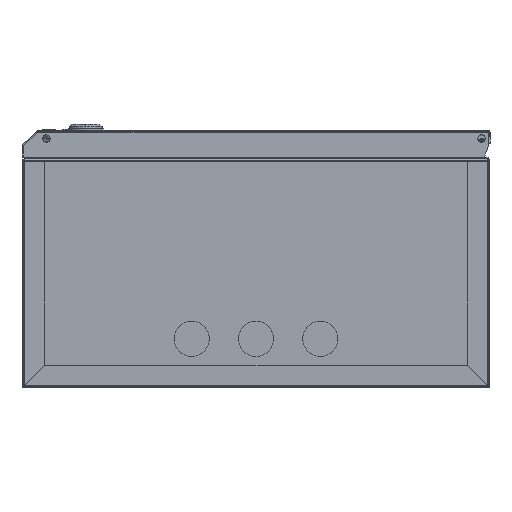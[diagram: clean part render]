
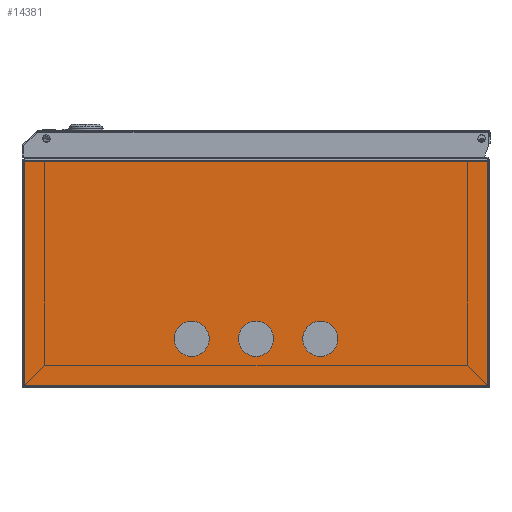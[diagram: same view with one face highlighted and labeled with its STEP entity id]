
A CAD part, front view. The second image highlights one B-rep face of the part: STEP entity #14381.
In plain terms, the highlighted face is planar.
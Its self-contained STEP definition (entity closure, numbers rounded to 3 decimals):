
#7 = CARTESIAN_POINT ( 'NONE',  ( -203.453, 0., 314.938 ) ) ;
#685 = LINE ( 'NONE', #1090, #20805 ) ;
#703 = CARTESIAN_POINT ( 'NONE',  ( -163.453, 0., 156.938 ) ) ;
#770 = DIRECTION ( 'NONE',  ( 0., 1., 0. ) ) ;
#1020 = CARTESIAN_POINT ( 'NONE',  ( -11.753, 0., -81.062 ) ) ;
#1090 = CARTESIAN_POINT ( 'NONE',  ( -11.753, 0., 314.938 ) ) ;
#1321 = CARTESIAN_POINT ( 'NONE',  ( -163.453, 0., 186.938 ) ) ;
#1758 = VERTEX_POINT ( 'NONE', #1321 ) ;
#1941 = AXIS2_PLACEMENT_3D ( 'NONE', #9650, #23185, #11588 ) ;
#2014 = AXIS2_PLACEMENT_3D ( 'NONE', #24532, #5132, #18754 ) ;
#3146 = CARTESIAN_POINT ( 'NONE',  ( -203.453, 0., -81.062 ) ) ;
#3677 = VERTEX_POINT ( 'NONE', #5421 ) ;
#3719 = FACE_OUTER_BOUND ( 'NONE', #24635, .T. ) ;
#4121 = DIRECTION ( 'NONE',  ( 0., 1., 0. ) ) ;
#4465 = LINE ( 'NONE', #3146, #19381 ) ;
#5132 = DIRECTION ( 'NONE',  ( 0., 1., 0. ) ) ;
#5345 = ORIENTED_EDGE ( 'NONE', *, *, #20556, .F. ) ;
#5421 = CARTESIAN_POINT ( 'NONE',  ( -163.453, 0., 76.938 ) ) ;
#7045 = VECTOR ( 'NONE', #15655, 1000. ) ;
#7178 = LINE ( 'NONE', #16815, #17499 ) ;
#7502 = CIRCLE ( 'NONE', #11782, 15. ) ;
#7626 = DIRECTION ( 'NONE',  ( 0., 1., 0. ) ) ;
#7811 = CARTESIAN_POINT ( 'NONE',  ( -11.753, 0., 314.938 ) ) ;
#8227 = VERTEX_POINT ( 'NONE', #15027 ) ;
#8981 = FACE_BOUND ( 'NONE', #14132, .T. ) ;
#9650 = CARTESIAN_POINT ( 'NONE',  ( -163.453, 0., 61.938 ) ) ;
#9703 = CARTESIAN_POINT ( 'NONE',  ( -163.453, 0., 116.938 ) ) ;
#10416 = EDGE_CURVE ( 'NONE', #3677, #8227, #19369, .T. ) ;
#10598 = VERTEX_POINT ( 'NONE', #23789 ) ;
#10787 = CARTESIAN_POINT ( 'NONE',  ( -163.453, 0., 131.938 ) ) ;
#10796 = EDGE_CURVE ( 'NONE', #21875, #22327, #7178, .T. ) ;
#11320 = CARTESIAN_POINT ( 'NONE',  ( -163.453, 0., 116.938 ) ) ;
#11510 = VERTEX_POINT ( 'NONE', #19405 ) ;
#11588 = DIRECTION ( 'NONE',  ( 0., 0., 1. ) ) ;
#11658 = DIRECTION ( 'NONE',  ( 0., 0., 1. ) ) ;
#11782 = AXIS2_PLACEMENT_3D ( 'NONE', #19267, #7626, #21200 ) ;
#12070 = ORIENTED_EDGE ( 'NONE', *, *, #20631, .T. ) ;
#12504 = CARTESIAN_POINT ( 'NONE',  ( -163.453, 0., 61.938 ) ) ;
#12533 = VERTEX_POINT ( 'NONE', #7811 ) ;
#12837 = LINE ( 'NONE', #7, #7045 ) ;
#13267 = DIRECTION ( 'NONE',  ( 0., 0., 1. ) ) ;
#13329 = CIRCLE ( 'NONE', #24451, 15. ) ;
#13875 = EDGE_CURVE ( 'NONE', #11510, #19580, #19617, .T. ) ;
#13983 = EDGE_CURVE ( 'NONE', #19580, #11510, #18408, .T. ) ;
#14132 = EDGE_LOOP ( 'NONE', ( #17476, #21002 ) ) ;
#14381 = ADVANCED_FACE ( 'NONE', ( #8981, #14735, #19278, #3719 ), #16790, .T. ) ;
#14467 = DIRECTION ( 'NONE',  ( 0., 0., 1. ) ) ;
#14735 = FACE_BOUND ( 'NONE', #24132, .T. ) ;
#14899 = ORIENTED_EDGE ( 'NONE', *, *, #10416, .F. ) ;
#15027 = CARTESIAN_POINT ( 'NONE',  ( -163.453, 0., 46.938 ) ) ;
#15542 = EDGE_CURVE ( 'NONE', #10598, #12533, #12837, .T. ) ;
#15655 = DIRECTION ( 'NONE',  ( 1., 0., 0. ) ) ;
#15810 = CARTESIAN_POINT ( 'NONE',  ( -163.453, 0., 171.938 ) ) ;
#16790 = PLANE ( 'NONE',  #2014 ) ;
#16812 = DIRECTION ( 'NONE',  ( 0., 0., 1. ) ) ;
#16815 = CARTESIAN_POINT ( 'NONE',  ( -203.453, 0., -81.062 ) ) ;
#17476 = ORIENTED_EDGE ( 'NONE', *, *, #18854, .F. ) ;
#17499 = VECTOR ( 'NONE', #22650, 1000. ) ;
#17750 = DIRECTION ( 'NONE',  ( 0., 0., 1. ) ) ;
#18231 = EDGE_CURVE ( 'NONE', #12533, #21875, #685, .T. ) ;
#18240 = ORIENTED_EDGE ( 'NONE', *, *, #13875, .F. ) ;
#18280 = CIRCLE ( 'NONE', #21889, 15. ) ;
#18408 = CIRCLE ( 'NONE', #20474, 15. ) ;
#18754 = DIRECTION ( 'NONE',  ( 0., 0., 1. ) ) ;
#18854 = EDGE_CURVE ( 'NONE', #1758, #20104, #18280, .T. ) ;
#19169 = AXIS2_PLACEMENT_3D ( 'NONE', #11320, #24885, #13267 ) ;
#19267 = CARTESIAN_POINT ( 'NONE',  ( -163.453, 0., 171.938 ) ) ;
#19278 = FACE_BOUND ( 'NONE', #23171, .T. ) ;
#19369 = CIRCLE ( 'NONE', #1941, 15. ) ;
#19381 = VECTOR ( 'NONE', #16812, 1000. ) ;
#19405 = CARTESIAN_POINT ( 'NONE',  ( -163.453, 0., 101.938 ) ) ;
#19580 = VERTEX_POINT ( 'NONE', #10787 ) ;
#19617 = CIRCLE ( 'NONE', #19169, 15. ) ;
#19933 = CARTESIAN_POINT ( 'NONE',  ( -203.453, 0., -81.062 ) ) ;
#20104 = VERTEX_POINT ( 'NONE', #703 ) ;
#20474 = AXIS2_PLACEMENT_3D ( 'NONE', #9703, #23246, #11658 ) ;
#20556 = EDGE_CURVE ( 'NONE', #8227, #3677, #13329, .T. ) ;
#20631 = EDGE_CURVE ( 'NONE', #22327, #10598, #4465, .T. ) ;
#20791 = EDGE_CURVE ( 'NONE', #20104, #1758, #7502, .T. ) ;
#20805 = VECTOR ( 'NONE', #22639, 1000. ) ;
#21002 = ORIENTED_EDGE ( 'NONE', *, *, #20791, .F. ) ;
#21200 = DIRECTION ( 'NONE',  ( 0., 0., 1. ) ) ;
#21288 = ORIENTED_EDGE ( 'NONE', *, *, #18231, .T. ) ;
#21875 = VERTEX_POINT ( 'NONE', #1020 ) ;
#21889 = AXIS2_PLACEMENT_3D ( 'NONE', #15810, #4121, #17750 ) ;
#21953 = ORIENTED_EDGE ( 'NONE', *, *, #15542, .T. ) ;
#22251 = ORIENTED_EDGE ( 'NONE', *, *, #13983, .F. ) ;
#22327 = VERTEX_POINT ( 'NONE', #19933 ) ;
#22639 = DIRECTION ( 'NONE',  ( 0., 0., -1. ) ) ;
#22650 = DIRECTION ( 'NONE',  ( -1., 0., 0. ) ) ;
#23171 = EDGE_LOOP ( 'NONE', ( #14899, #5345 ) ) ;
#23185 = DIRECTION ( 'NONE',  ( 0., 1., 0. ) ) ;
#23246 = DIRECTION ( 'NONE',  ( 0., 1., 0. ) ) ;
#23789 = CARTESIAN_POINT ( 'NONE',  ( -203.453, 0., 314.938 ) ) ;
#24132 = EDGE_LOOP ( 'NONE', ( #22251, #18240 ) ) ;
#24451 = AXIS2_PLACEMENT_3D ( 'NONE', #12504, #770, #14467 ) ;
#24532 = CARTESIAN_POINT ( 'NONE',  ( -203.453, 0., 314.938 ) ) ;
#24635 = EDGE_LOOP ( 'NONE', ( #21953, #21288, #24949, #12070 ) ) ;
#24885 = DIRECTION ( 'NONE',  ( 0., 1., 0. ) ) ;
#24949 = ORIENTED_EDGE ( 'NONE', *, *, #10796, .T. ) ;
